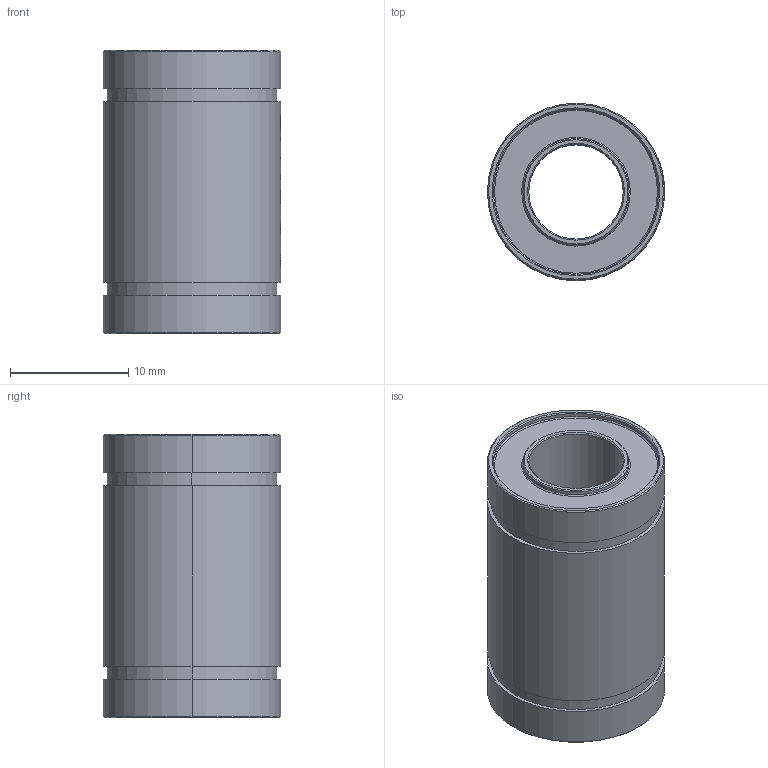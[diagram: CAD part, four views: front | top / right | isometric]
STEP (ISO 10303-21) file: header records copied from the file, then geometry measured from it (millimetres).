
FILE_DESCRIPTION (( 'STEP AP203' ), '1' );
FILE_NAME ('3.Linear Bearing-LM8UU.STEP', '2022-04-19T20:07:59', ( '' ), ( '' ), 'SwSTEP 2.0', 'SolidWorks 2017', '' );
FILE_SCHEMA (( 'CONFIG_CONTROL_DESIGN' ));
Length unit declared in the file: millimetre
Products named in the file (1): 3.Linear Bearing-LM8UU
Bounding box: 15 x 15 x 24 mm (x, y, z)
Volume: 2912.5 mm3; surface area: 2088.9 mm2
Topology: 1 solids, 1 shells, 63 faces, 193 edges, 142 vertices
Faces by surface type: cylinder 31, cone 22, plane 10
Entity records: 3013 total; most frequent: CARTESIAN_POINT 1199, ORIENTED_EDGE 386, DIRECTION 341, EDGE_CURVE 193, VERTEX_POINT 142, AXIS2_PLACEMENT_3D 139, EDGE_LOOP 75, CIRCLE 75
